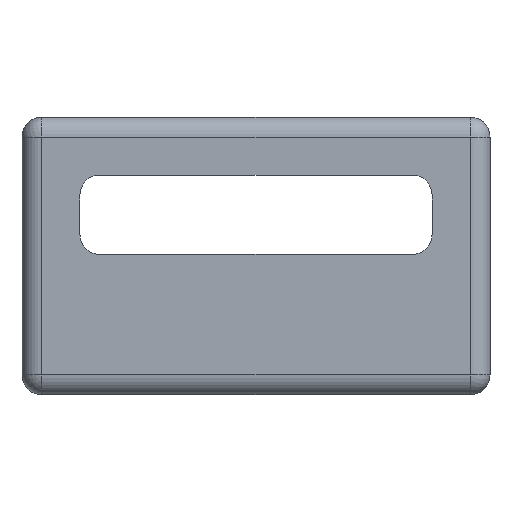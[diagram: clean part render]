
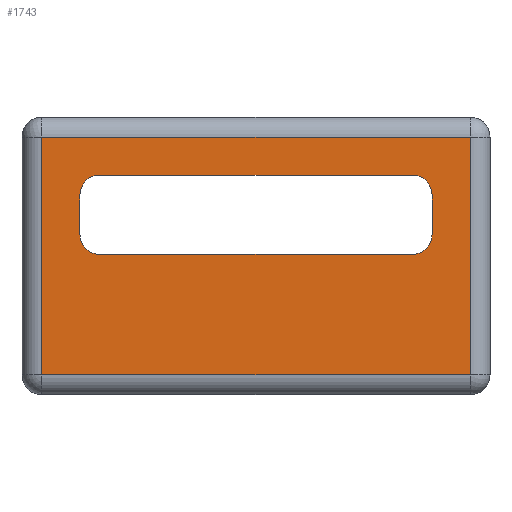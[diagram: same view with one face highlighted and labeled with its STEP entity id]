
A CAD part, front view. The second image highlights one B-rep face of the part: STEP entity #1743.
In plain terms, the highlighted planar face has unit normal (0, -1, 0).
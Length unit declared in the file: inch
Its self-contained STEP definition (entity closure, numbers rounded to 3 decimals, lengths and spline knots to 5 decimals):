
#43=FACE_BOUND('',#276,.T.);
#79=PLANE('',#1935);
#153=FACE_OUTER_BOUND('',#275,.T.);
#275=EDGE_LOOP('',(#1366,#1367,#1368,#1369));
#276=EDGE_LOOP('',(#1370,#1371,#1372,#1373,#1374,#1375,#1376,#1377));
#349=LINE('',#2611,#489);
#355=LINE('',#2626,#495);
#359=LINE('',#2638,#499);
#362=LINE('',#2647,#502);
#413=LINE('',#2889,#553);
#416=LINE('',#2900,#556);
#418=LINE('',#2914,#558);
#421=LINE('',#2919,#561);
#489=VECTOR('',#2049,0.3937);
#495=VECTOR('',#2063,0.3937);
#499=VECTOR('',#2075,0.3937);
#502=VECTOR('',#2086,0.3937);
#553=VECTOR('',#2263,0.3937);
#556=VECTOR('',#2278,0.3937);
#558=VECTOR('',#2296,0.3937);
#561=VECTOR('',#2303,0.3937);
#627=CIRCLE('',#1828,0.125);
#629=CIRCLE('',#1832,0.125);
#631=CIRCLE('',#1836,0.125);
#633=CIRCLE('',#1840,0.125);
#729=VERTEX_POINT('',#2601);
#730=VERTEX_POINT('',#2602);
#733=VERTEX_POINT('',#2610);
#735=VERTEX_POINT('',#2616);
#736=VERTEX_POINT('',#2617);
#739=VERTEX_POINT('',#2628);
#740=VERTEX_POINT('',#2629);
#743=VERTEX_POINT('',#2640);
#811=VERTEX_POINT('',#2869);
#815=VERTEX_POINT('',#2883);
#818=VERTEX_POINT('',#2896);
#821=VERTEX_POINT('',#2908);
#887=EDGE_CURVE('',#729,#730,#627,.T.);
#891=EDGE_CURVE('',#733,#730,#349,.T.);
#894=EDGE_CURVE('',#735,#736,#629,.T.);
#899=EDGE_CURVE('',#729,#736,#355,.T.);
#900=EDGE_CURVE('',#739,#740,#631,.T.);
#905=EDGE_CURVE('',#735,#740,#359,.T.);
#906=EDGE_CURVE('',#733,#743,#633,.T.);
#910=EDGE_CURVE('',#739,#743,#362,.T.);
#1007=EDGE_CURVE('',#815,#811,#413,.T.);
#1013=EDGE_CURVE('',#811,#818,#416,.T.);
#1020=EDGE_CURVE('',#821,#815,#418,.T.);
#1023=EDGE_CURVE('',#818,#821,#421,.T.);
#1366=ORIENTED_EDGE('',*,*,#1007,.F.);
#1367=ORIENTED_EDGE('',*,*,#1020,.F.);
#1368=ORIENTED_EDGE('',*,*,#1023,.F.);
#1369=ORIENTED_EDGE('',*,*,#1013,.F.);
#1370=ORIENTED_EDGE('',*,*,#899,.T.);
#1371=ORIENTED_EDGE('',*,*,#894,.F.);
#1372=ORIENTED_EDGE('',*,*,#905,.T.);
#1373=ORIENTED_EDGE('',*,*,#900,.F.);
#1374=ORIENTED_EDGE('',*,*,#910,.T.);
#1375=ORIENTED_EDGE('',*,*,#906,.F.);
#1376=ORIENTED_EDGE('',*,*,#891,.T.);
#1377=ORIENTED_EDGE('',*,*,#887,.F.);
#1743=ADVANCED_FACE('',(#153,#43),#79,.T.);
#1828=AXIS2_PLACEMENT_3D('',#2603,#2041,#2042);
#1832=AXIS2_PLACEMENT_3D('',#2618,#2054,#2055);
#1836=AXIS2_PLACEMENT_3D('',#2630,#2066,#2067);
#1840=AXIS2_PLACEMENT_3D('',#2641,#2078,#2079);
#1935=AXIS2_PLACEMENT_3D('',#2948,#2335,#2336);
#2041=DIRECTION('center_axis',(0.,-1.,0.));
#2042=DIRECTION('ref_axis',(0.707,0.,0.707));
#2049=DIRECTION('',(1.,0.,0.));
#2054=DIRECTION('center_axis',(0.,-1.,0.));
#2055=DIRECTION('ref_axis',(0.707,0.,-0.707));
#2063=DIRECTION('',(0.,0.,-1.));
#2066=DIRECTION('center_axis',(0.,-1.,0.));
#2067=DIRECTION('ref_axis',(-0.707,0.,-0.707));
#2075=DIRECTION('',(-1.,0.,0.));
#2078=DIRECTION('center_axis',(0.,-1.,0.));
#2079=DIRECTION('ref_axis',(-0.707,0.,0.707));
#2086=DIRECTION('',(0.,0.,1.));
#2263=DIRECTION('',(-1.,0.,0.));
#2278=DIRECTION('',(0.,0.,1.));
#2296=DIRECTION('',(0.,0.,-1.));
#2303=DIRECTION('',(1.,0.,0.));
#2335=DIRECTION('center_axis',(0.,-1.,0.));
#2336=DIRECTION('ref_axis',(1.,0.,0.));
#2601=CARTESIAN_POINT('',(1.11,-2.75,1.26));
#2602=CARTESIAN_POINT('',(0.985,-2.75,1.385));
#2603=CARTESIAN_POINT('Origin',(0.985,-2.75,1.26));
#2610=CARTESIAN_POINT('',(-0.985,-2.75,1.385));
#2611=CARTESIAN_POINT('',(-1.2925,-2.75,1.385));
#2616=CARTESIAN_POINT('',(0.985,-2.75,0.885));
#2617=CARTESIAN_POINT('',(1.11,-2.75,1.01));
#2618=CARTESIAN_POINT('Origin',(0.985,-2.75,1.01));
#2626=CARTESIAN_POINT('',(1.11,-2.75,0.6925));
#2628=CARTESIAN_POINT('',(-1.11,-2.75,1.01));
#2629=CARTESIAN_POINT('',(-0.985,-2.75,0.885));
#2630=CARTESIAN_POINT('Origin',(-0.985,-2.75,1.01));
#2638=CARTESIAN_POINT('',(-0.1825,-2.75,0.885));
#2640=CARTESIAN_POINT('',(-1.11,-2.75,1.26));
#2641=CARTESIAN_POINT('Origin',(-0.985,-2.75,1.26));
#2647=CARTESIAN_POINT('',(-1.11,-2.75,0.4425));
#2869=CARTESIAN_POINT('',(-1.35,-2.75,0.125));
#2883=CARTESIAN_POINT('',(1.35,-2.75,0.125));
#2889=CARTESIAN_POINT('',(-0.7375,-2.75,0.125));
#2896=CARTESIAN_POINT('',(-1.35,-2.75,1.625));
#2900=CARTESIAN_POINT('',(-1.35,-2.75,0.));
#2908=CARTESIAN_POINT('',(1.35,-2.75,1.625));
#2914=CARTESIAN_POINT('',(1.35,-2.75,0.));
#2919=CARTESIAN_POINT('',(-0.7375,-2.75,1.625));
#2948=CARTESIAN_POINT('Origin',(-1.475,-2.75,0.));
